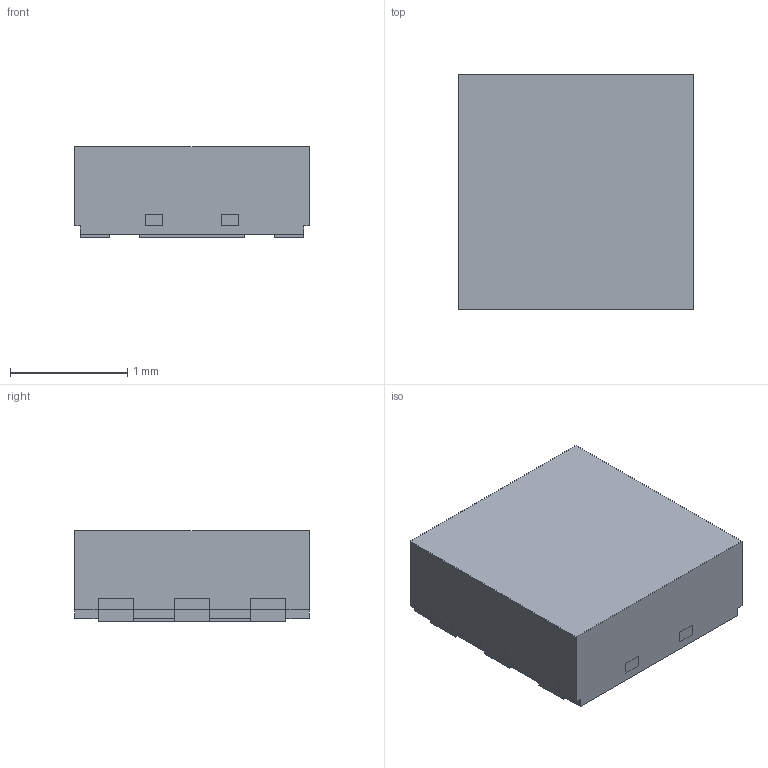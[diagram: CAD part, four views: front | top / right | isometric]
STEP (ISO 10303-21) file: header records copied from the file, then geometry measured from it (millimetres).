
FILE_DESCRIPTION((''),'2;1');
FILE_NAME('DRV0006C_ASM','2017-09-29T08:02:19',('a0412086'),(''),'CREO PARAMETRIC BY PTC INC, 2017110','CREO PARAMETRIC BY PTC INC, 2017110','');
FILE_SCHEMA(('AUTOMOTIVE_DESIGN { 1 0 10303 214 1 1 1 1 }'));
Length unit declared in the file: millimetre
Products named in the file (4): BODY-SON_AF0; FRAME-DRV0006C_AF0; PIN1-ID; DRV0006C_ASM
Assembly tree (3 placements, depth 2):
  DRV0006C_ASM
    BODY-SON_AF0
    FRAME-DRV0006C_AF0
    PIN1-ID
Bounding box: 2 x 2 x 0.78 mm (x, y, z)
Volume: 3 mm3; surface area: 24.4 mm2
Topology: 8 solids, 8 shells, 145 faces, 390 edges, 260 vertices
Faces by surface type: plane 145
Entity records: 6154 total; most frequent: CARTESIAN_POINT 845, ORIENTED_EDGE 780, DIRECTION 746, PRESENTATION_STYLE_ASSIGNMENT 408, STYLED_ITEM 398, VECTOR 390, LINE 390, CURVE_STYLE 390
